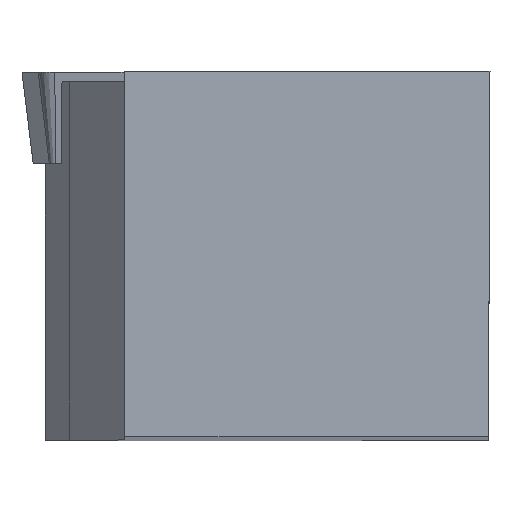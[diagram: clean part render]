
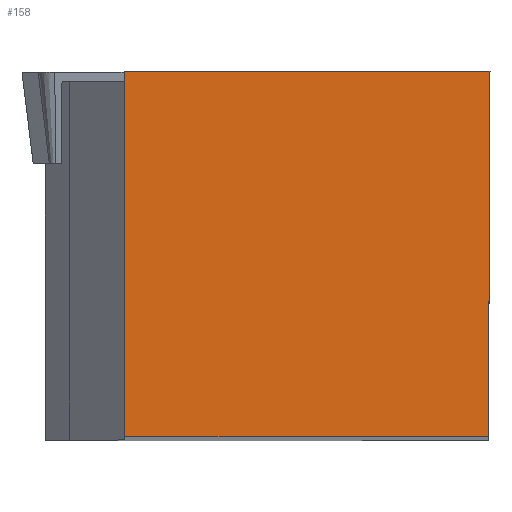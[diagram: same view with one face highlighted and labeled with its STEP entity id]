
A CAD part, top view. The second image highlights one B-rep face of the part: STEP entity #158.
In plain terms, the highlighted planar face has unit normal (0, 0, 1).
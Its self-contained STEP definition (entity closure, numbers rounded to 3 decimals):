
#126=FACE_OUTER_BOUND('',#364,.T.);
#158=ADVANCED_FACE('BLANK_BOXF006',(#126),#184,.F.);
#184=PLANE('',#799);
#212=LINE('',#1152,#271);
#221=LINE('',#1170,#280);
#235=LINE('',#1199,#294);
#237=LINE('',#1202,#296);
#271=VECTOR('',#902,1.);
#280=VECTOR('',#915,1.);
#294=VECTOR('',#935,1.);
#296=VECTOR('',#939,1.);
#364=EDGE_LOOP('',(#502,#503,#504,#505));
#502=ORIENTED_EDGE('',*,*,#652,.F.);
#503=ORIENTED_EDGE('',*,*,#635,.F.);
#504=ORIENTED_EDGE('',*,*,#626,.F.);
#505=ORIENTED_EDGE('',*,*,#650,.F.);
#562=VERTEX_POINT('',#1151);
#563=VERTEX_POINT('',#1153);
#570=VERTEX_POINT('',#1171);
#581=VERTEX_POINT('',#1198);
#626=EDGE_CURVE('',#562,#563,#212,.T.);
#635=EDGE_CURVE('',#563,#570,#221,.T.);
#650=EDGE_CURVE('',#581,#562,#235,.T.);
#652=EDGE_CURVE('',#570,#581,#237,.T.);
#799=AXIS2_PLACEMENT_3D('',#1230,#970,#971);
#902=DIRECTION('',(-0.004,-1.,0.));
#915=DIRECTION('',(-1.,0.,0.));
#935=DIRECTION('',(1.,0.,0.));
#939=DIRECTION('',(0.,1.,0.));
#970=DIRECTION('',(0.,0.,-1.));
#971=DIRECTION('',(-1.,0.,0.));
#1151=CARTESIAN_POINT('',(0.,15.875,0.));
#1152=CARTESIAN_POINT('',(0.412,110.349,0.));
#1153=CARTESIAN_POINT('',(-0.069,0.,0.));
#1170=CARTESIAN_POINT('',(110.35,0.,0.));
#1171=CARTESIAN_POINT('',(-15.875,0.,0.));
#1198=CARTESIAN_POINT('',(-15.875,15.875,0.));
#1199=CARTESIAN_POINT('',(-110.35,15.875,0.));
#1202=CARTESIAN_POINT('',(-15.875,-110.35,0.));
#1230=CARTESIAN_POINT('',(-29.35,-5.,0.));
